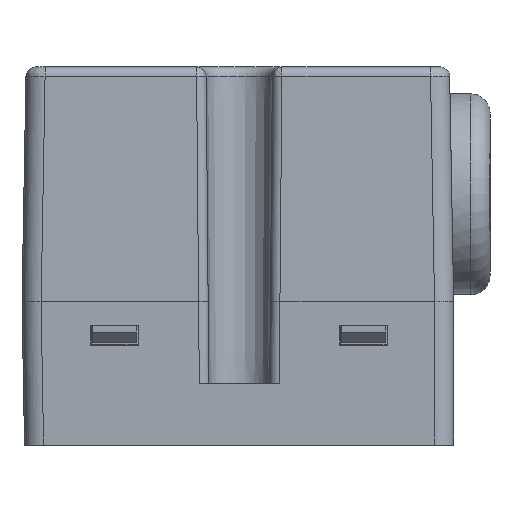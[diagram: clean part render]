
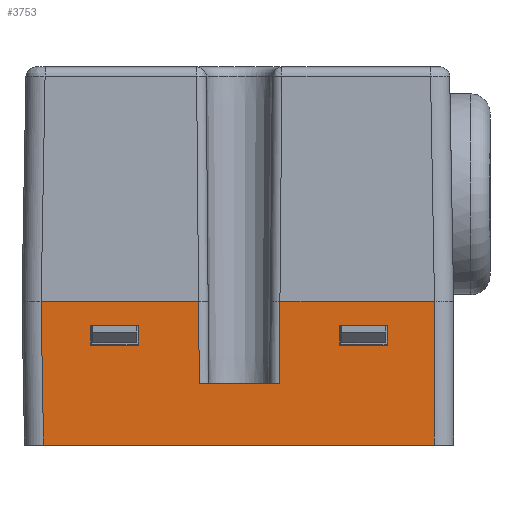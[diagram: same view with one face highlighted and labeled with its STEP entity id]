
A CAD part, left-side view. The second image highlights one B-rep face of the part: STEP entity #3753.
In plain terms, the highlighted planar face has unit normal (-1, 0, 0).
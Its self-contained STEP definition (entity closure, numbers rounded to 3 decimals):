
#3753=ADVANCED_FACE('',(#8437,#8438,#8439),#5859,.T.);
#5859=PLANE('',#43522);
#8437=FACE_BOUND('',#8700,.T.);
#8438=FACE_BOUND('',#8701,.T.);
#8439=FACE_BOUND('',#8702,.T.);
#8700=EDGE_LOOP('',(#11646,#11647,#11648,#11649));
#8701=EDGE_LOOP('',(#11650,#11651,#11652,#11653,#11654,#11655,#11656,#11657,
#11658));
#8702=EDGE_LOOP('',(#11659,#11660,#11661,#11662));
#10782=B_SPLINE_CURVE_WITH_KNOTS('',3,(#58445,#58446,#58447,#58448),
 .UNSPECIFIED.,.F.,.F.,(4,4),(0.,1.),.UNSPECIFIED.);
#10783=B_SPLINE_CURVE_WITH_KNOTS('',3,(#58457,#58458,#58459,#58460),
 .UNSPECIFIED.,.F.,.F.,(4,4),(0.,1.),.UNSPECIFIED.);
#11646=ORIENTED_EDGE('',*,*,#27570,.F.);
#11647=ORIENTED_EDGE('',*,*,#27571,.T.);
#11648=ORIENTED_EDGE('',*,*,#27572,.T.);
#11649=ORIENTED_EDGE('',*,*,#27573,.F.);
#11650=ORIENTED_EDGE('',*,*,#27343,.T.);
#11651=ORIENTED_EDGE('',*,*,#27574,.T.);
#11652=ORIENTED_EDGE('',*,*,#27575,.T.);
#11653=ORIENTED_EDGE('',*,*,#27576,.T.);
#11654=ORIENTED_EDGE('',*,*,#27368,.F.);
#11655=ORIENTED_EDGE('',*,*,#27577,.T.);
#11656=ORIENTED_EDGE('',*,*,#27578,.F.);
#11657=ORIENTED_EDGE('',*,*,#27579,.T.);
#11658=ORIENTED_EDGE('',*,*,#27348,.F.);
#11659=ORIENTED_EDGE('',*,*,#27580,.F.);
#11660=ORIENTED_EDGE('',*,*,#27581,.T.);
#11661=ORIENTED_EDGE('',*,*,#27582,.T.);
#11662=ORIENTED_EDGE('',*,*,#27583,.F.);
#23266=VERTEX_POINT('',#58426);
#23270=VERTEX_POINT('',#58444);
#23271=VERTEX_POINT('',#58454);
#23284=VERTEX_POINT('',#58495);
#23285=VERTEX_POINT('',#58503);
#23422=VERTEX_POINT('',#58923);
#23423=VERTEX_POINT('',#58924);
#23424=VERTEX_POINT('',#58926);
#23425=VERTEX_POINT('',#58928);
#23426=VERTEX_POINT('',#58931);
#23427=VERTEX_POINT('',#58933);
#23428=VERTEX_POINT('',#58936);
#23429=VERTEX_POINT('',#58938);
#23430=VERTEX_POINT('',#58941);
#23431=VERTEX_POINT('',#58942);
#23432=VERTEX_POINT('',#58944);
#23433=VERTEX_POINT('',#58946);
#27343=EDGE_CURVE('',#23266,#23270,#10782,.T.);
#27348=EDGE_CURVE('',#23266,#23271,#10783,.T.);
#27368=EDGE_CURVE('',#23284,#23285,#33360,.T.);
#27570=EDGE_CURVE('',#23422,#23423,#33556,.T.);
#27571=EDGE_CURVE('',#23422,#23424,#33557,.T.);
#27572=EDGE_CURVE('',#23424,#23425,#33558,.T.);
#27573=EDGE_CURVE('',#23423,#23425,#33559,.T.);
#27574=EDGE_CURVE('',#23270,#23426,#33560,.T.);
#27575=EDGE_CURVE('',#23426,#23427,#33561,.T.);
#27576=EDGE_CURVE('',#23427,#23285,#33562,.T.);
#27577=EDGE_CURVE('',#23284,#23428,#33563,.T.);
#27578=EDGE_CURVE('',#23429,#23428,#33564,.T.);
#27579=EDGE_CURVE('',#23429,#23271,#33565,.T.);
#27580=EDGE_CURVE('',#23430,#23431,#33566,.T.);
#27581=EDGE_CURVE('',#23430,#23432,#33567,.T.);
#27582=EDGE_CURVE('',#23432,#23433,#33568,.T.);
#27583=EDGE_CURVE('',#23431,#23433,#33569,.T.);
#33360=LINE('',#58506,#38479);
#33556=LINE('',#58922,#38675);
#33557=LINE('',#58925,#38676);
#33558=LINE('',#58927,#38677);
#33559=LINE('',#58929,#38678);
#33560=LINE('',#58930,#38679);
#33561=LINE('',#58932,#38680);
#33562=LINE('',#58934,#38681);
#33563=LINE('',#58935,#38682);
#33564=LINE('',#58937,#38683);
#33565=LINE('',#58939,#38684);
#33566=LINE('',#58940,#38685);
#33567=LINE('',#58943,#38686);
#33568=LINE('',#58945,#38687);
#33569=LINE('',#58947,#38688);
#38479=VECTOR('',#46902,1.);
#38675=VECTOR('',#47224,1.);
#38676=VECTOR('',#47225,1.);
#38677=VECTOR('',#47226,1.);
#38678=VECTOR('',#47227,1.);
#38679=VECTOR('',#47228,1.);
#38680=VECTOR('',#47229,1.);
#38681=VECTOR('',#47230,1.);
#38682=VECTOR('',#47231,1.);
#38683=VECTOR('',#47232,1.);
#38684=VECTOR('',#47233,1.);
#38685=VECTOR('',#47234,1.);
#38686=VECTOR('',#47235,1.);
#38687=VECTOR('',#47236,1.);
#38688=VECTOR('',#47237,1.);
#43522=AXIS2_PLACEMENT_3D('',#58948,#47238,#47239);
#46902=DIRECTION('',(0.,-1.,0.));
#47224=DIRECTION('',(0.,1.,0.));
#47225=DIRECTION('',(0.,0.,-1.));
#47226=DIRECTION('',(0.,1.,0.));
#47227=DIRECTION('',(0.,0.,-1.));
#47228=DIRECTION('',(0.,-0.017,-1.));
#47229=DIRECTION('',(0.,-1.,0.));
#47230=DIRECTION('',(0.,0.,1.));
#47231=DIRECTION('',(0.,0.009,-1.));
#47232=DIRECTION('',(0.,-1.,0.));
#47233=DIRECTION('',(0.,0.009,1.));
#47234=DIRECTION('',(0.,1.,0.));
#47235=DIRECTION('',(0.,0.,-1.));
#47236=DIRECTION('',(0.,1.,0.));
#47237=DIRECTION('',(0.,0.,-1.));
#47238=DIRECTION('',(-1.,0.,0.));
#47239=DIRECTION('',(0.,0.,-1.));
#58426=CARTESIAN_POINT('',(-247.602,-67.918,10.8));
#58444=CARTESIAN_POINT('',(-247.602,-67.909,10.8));
#58445=CARTESIAN_POINT('',(-247.602,-67.918,10.8));
#58446=CARTESIAN_POINT('',(-247.602,-67.915,10.8));
#58447=CARTESIAN_POINT('',(-247.602,-67.912,10.8));
#58448=CARTESIAN_POINT('',(-247.602,-67.909,10.8));
#58454=CARTESIAN_POINT('',(-247.602,-84.368,10.8));
#58457=CARTESIAN_POINT('',(-247.602,-67.918,10.8));
#58458=CARTESIAN_POINT('',(-247.602,-73.402,10.8));
#58459=CARTESIAN_POINT('',(-247.602,-78.885,10.8));
#58460=CARTESIAN_POINT('',(-247.602,-84.368,10.8));
#58495=CARTESIAN_POINT('',(-247.602,-92.868,10.8));
#58503=CARTESIAN_POINT('',(-247.602,-109.018,10.8));
#58506=CARTESIAN_POINT('',(-247.602,-88.418,10.8));
#58922=CARTESIAN_POINT('',(-247.602,-101.612,8.3));
#58923=CARTESIAN_POINT('',(-247.602,-104.123,8.3));
#58924=CARTESIAN_POINT('',(-247.602,-99.102,8.3));
#58925=CARTESIAN_POINT('',(-247.602,-104.123,4.5));
#58926=CARTESIAN_POINT('',(-247.602,-104.123,6.239));
#58927=CARTESIAN_POINT('',(-247.602,-74.217,6.239));
#58928=CARTESIAN_POINT('',(-247.602,-99.102,6.239));
#58929=CARTESIAN_POINT('',(-247.602,-99.102,6.3));
#58930=CARTESIAN_POINT('',(-247.602,-68.021,4.392));
#58931=CARTESIAN_POINT('',(-247.602,-68.171,-4.2));
#58932=CARTESIAN_POINT('',(-247.602,-74.217,-4.2));
#58933=CARTESIAN_POINT('',(-247.602,-109.018,-4.2));
#58934=CARTESIAN_POINT('',(-247.602,-109.018,10.8));
#58935=CARTESIAN_POINT('',(-247.602,-92.812,4.338));
#58936=CARTESIAN_POINT('',(-247.602,-92.793,2.2));
#58937=CARTESIAN_POINT('',(-247.602,-74.217,2.2));
#58938=CARTESIAN_POINT('',(-247.602,-84.443,2.2));
#58939=CARTESIAN_POINT('',(-247.602,-84.423,4.589));
#58940=CARTESIAN_POINT('',(-247.602,-75.612,8.3));
#58941=CARTESIAN_POINT('',(-247.602,-78.123,8.3));
#58942=CARTESIAN_POINT('',(-247.602,-73.102,8.3));
#58943=CARTESIAN_POINT('',(-247.602,-78.123,4.5));
#58944=CARTESIAN_POINT('',(-247.602,-78.123,6.239));
#58945=CARTESIAN_POINT('',(-247.602,-74.217,6.239));
#58946=CARTESIAN_POINT('',(-247.602,-73.102,6.239));
#58947=CARTESIAN_POINT('',(-247.602,-73.102,6.3));
#58948=CARTESIAN_POINT('',(-247.602,-74.217,4.5));
